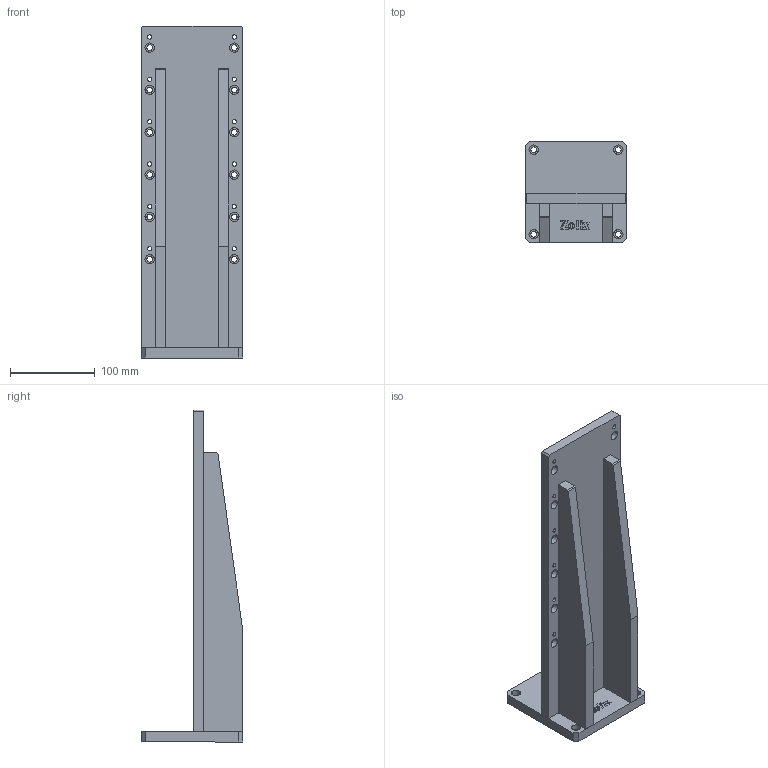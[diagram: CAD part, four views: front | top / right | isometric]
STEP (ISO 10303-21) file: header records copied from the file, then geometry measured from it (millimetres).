
FILE_DESCRIPTION (( 'STEP AP203' ), '1' );
FILE_NAME ('PHOB-A120D.step', '2019-05-08T10:19:52', ( '' ), ( '' ), 'SwSTEP 2.0', 'SolidWorks 2017', '' );
FILE_SCHEMA (( 'CONFIG_CONTROL_DESIGN' ));
Length unit declared in the file: millimetre
Products named in the file (1): PHOB-A120D
Bounding box: 120 x 120 x 392 mm (x, y, z)
Surface area: 203066.2 mm2 (no closed solid volume)
Topology: 0 solids, 34 shells, 370 faces, 1341 edges, 960 vertices
Faces by surface type: plane 186, cylinder 120, torus 32, cone 32
Entity records: 14289 total; most frequent: CARTESIAN_POINT 2640, DIRECTION 2499, ORIENTED_EDGE 2038, EDGE_CURVE 1309, VERTEX_POINT 960, LINE 861, VECTOR 861, AXIS2_PLACEMENT_3D 819
